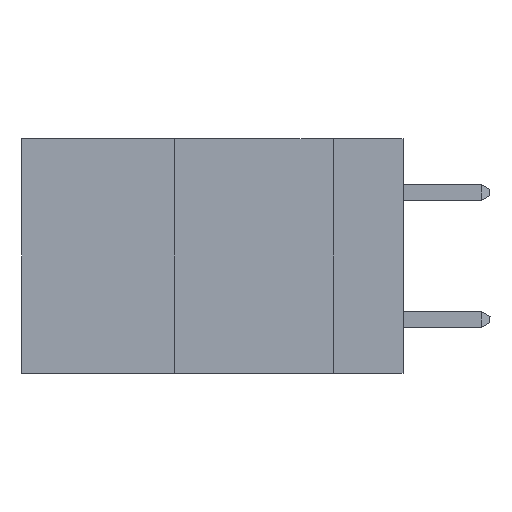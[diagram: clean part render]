
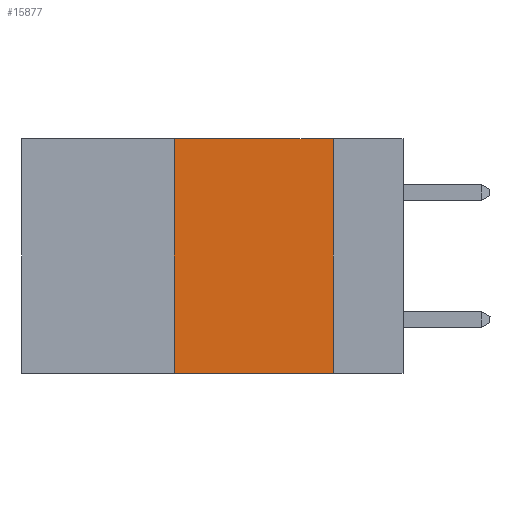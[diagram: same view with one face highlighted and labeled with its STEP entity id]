
A CAD part, left-side view. The second image highlights one B-rep face of the part: STEP entity #15877.
In plain terms, the highlighted planar face has unit normal (-1, 0, 0).
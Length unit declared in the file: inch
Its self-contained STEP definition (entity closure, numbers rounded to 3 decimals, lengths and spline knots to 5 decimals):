
#274 = EDGE_CURVE ( 'NONE', #19327, #13013, #10918, .T. ) ;
#1185 = LINE ( 'NONE', #8594, #21371 ) ;
#1859 = CARTESIAN_POINT ( 'NONE',  ( 0., 0.11, 0. ) ) ;
#1978 = CARTESIAN_POINT ( 'NONE',  ( 0., 0.6, 0. ) ) ;
#1996 = DIRECTION ( 'NONE',  ( 0., 0., 1. ) ) ;
#2106 = CARTESIAN_POINT ( 'NONE',  ( 0., 0.11, -0.37 ) ) ;
#2145 = CARTESIAN_POINT ( 'NONE',  ( 0., 0.6, 0. ) ) ;
#5530 = VECTOR ( 'NONE', #1996, 39.37008 ) ;
#6124 = VECTOR ( 'NONE', #17698, 39.37008 ) ;
#6211 = VECTOR ( 'NONE', #14864, 39.37008 ) ;
#6289 = EDGE_CURVE ( 'NONE', #13013, #23002, #11357, .T. ) ;
#6883 = CARTESIAN_POINT ( 'NONE',  ( 0., 0.36, -0.37 ) ) ;
#7163 = CARTESIAN_POINT ( 'NONE',  ( 0., 0.11, 0. ) ) ;
#8594 = CARTESIAN_POINT ( 'NONE',  ( 0., 0.6, -0.37 ) ) ;
#8921 = LINE ( 'NONE', #1859, #6124 ) ;
#9097 = FACE_OUTER_BOUND ( 'NONE', #12650, .T. ) ;
#9319 = DIRECTION ( 'NONE',  ( 1., 0., 0. ) ) ;
#10918 = LINE ( 'NONE', #18065, #5530 ) ;
#11319 = ORIENTED_EDGE ( 'NONE', *, *, #274, .F. ) ;
#11340 = ORIENTED_EDGE ( 'NONE', *, *, #13156, .T. ) ;
#11357 = LINE ( 'NONE', #1978, #6211 ) ;
#12650 = EDGE_LOOP ( 'NONE', ( #19630, #17621, #11319, #11340 ) ) ;
#12727 = CARTESIAN_POINT ( 'NONE',  ( 0., 0.36, 0. ) ) ;
#13013 = VERTEX_POINT ( 'NONE', #12727 ) ;
#13156 = EDGE_CURVE ( 'NONE', #19327, #13563, #1185, .T. ) ;
#13563 = VERTEX_POINT ( 'NONE', #2106 ) ;
#14864 = DIRECTION ( 'NONE',  ( 0., -1., 0. ) ) ;
#15873 = AXIS2_PLACEMENT_3D ( 'NONE', #2145, #9319, #21370 ) ;
#15877 = ADVANCED_FACE ( 'NONE', ( #9097 ), #19851, .F. ) ;
#17036 = DIRECTION ( 'NONE',  ( 0., -1., 0. ) ) ;
#17621 = ORIENTED_EDGE ( 'NONE', *, *, #6289, .F. ) ;
#17698 = DIRECTION ( 'NONE',  ( 0., 0., -1. ) ) ;
#18065 = CARTESIAN_POINT ( 'NONE',  ( 0., 0.36, 0. ) ) ;
#18153 = EDGE_CURVE ( 'NONE', #23002, #13563, #8921, .T. ) ;
#19327 = VERTEX_POINT ( 'NONE', #6883 ) ;
#19630 = ORIENTED_EDGE ( 'NONE', *, *, #18153, .F. ) ;
#19851 = PLANE ( 'NONE',  #15873 ) ;
#21370 = DIRECTION ( 'NONE',  ( 0., 0., -1. ) ) ;
#21371 = VECTOR ( 'NONE', #17036, 39.37008 ) ;
#23002 = VERTEX_POINT ( 'NONE', #7163 ) ;
